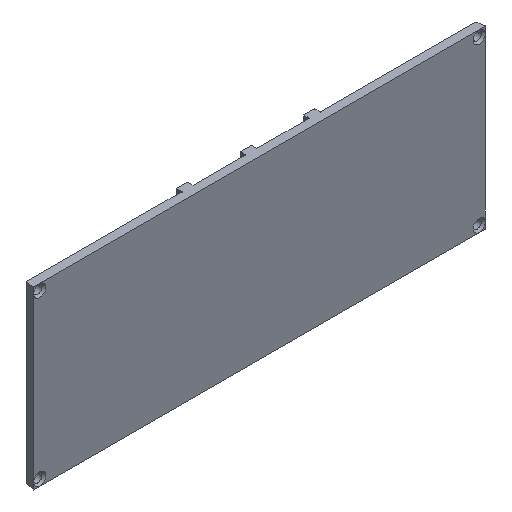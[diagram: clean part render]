
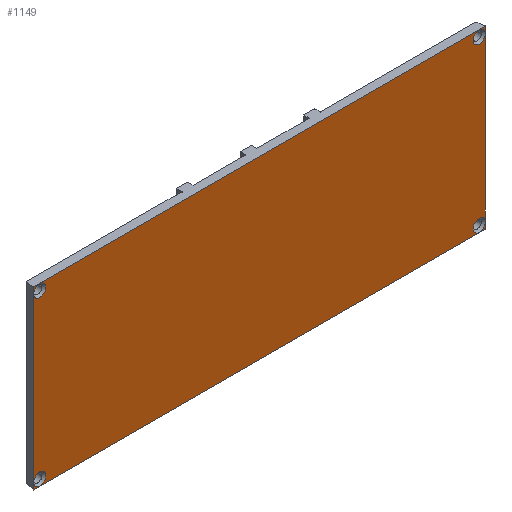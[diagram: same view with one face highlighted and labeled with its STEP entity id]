
A CAD part, isometric view. The second image highlights one B-rep face of the part: STEP entity #1149.
In plain terms, the highlighted planar face has unit normal (0, -1, 0).
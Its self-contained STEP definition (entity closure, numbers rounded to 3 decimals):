
#688 = VERTEX_POINT('',#689);
#689 = CARTESIAN_POINT('',(-3.241,0.,3.207));
#695 = EDGE_CURVE('',#688,#696,#698,.T.);
#696 = VERTEX_POINT('',#697);
#697 = CARTESIAN_POINT('',(-166.759,0.,3.207));
#698 = LINE('',#699,#700);
#699 = CARTESIAN_POINT('',(-3.241,0.,3.207));
#700 = VECTOR('',#701,1.);
#701 = DIRECTION('',(-1.,0.,0.));
#1106 = EDGE_CURVE('',#1107,#688,#1109,.T.);
#1107 = VERTEX_POINT('',#1108);
#1108 = CARTESIAN_POINT('',(-3.241,0.,66.8));
#1109 = LINE('',#1110,#1111);
#1110 = CARTESIAN_POINT('',(-3.241,0.,66.8));
#1111 = VECTOR('',#1112,1.);
#1112 = DIRECTION('',(0.,0.,-1.));
#1130 = EDGE_CURVE('',#696,#1131,#1133,.T.);
#1131 = VERTEX_POINT('',#1132);
#1132 = CARTESIAN_POINT('',(-166.759,0.,66.8));
#1133 = LINE('',#1134,#1135);
#1134 = CARTESIAN_POINT('',(-166.759,0.,3.207));
#1135 = VECTOR('',#1136,1.);
#1136 = DIRECTION('',(0.,0.,1.));
#1149 = ADVANCED_FACE('',(#1150,#1161,#1172,#1183,#1194),#1205,.F.);
#1150 = FACE_BOUND('',#1151,.F.);
#1151 = EDGE_LOOP('',(#1152));
#1152 = ORIENTED_EDGE('',*,*,#1153,.F.);
#1153 = EDGE_CURVE('',#1154,#1154,#1156,.T.);
#1154 = VERTEX_POINT('',#1155);
#1155 = CARTESIAN_POINT('',(-166.659,0.,64.5));
#1156 = CIRCLE('',#1157,2.2);
#1157 = AXIS2_PLACEMENT_3D('',#1158,#1159,#1160);
#1158 = CARTESIAN_POINT('',(-164.459,0.,64.5));
#1159 = DIRECTION('',(0.,1.,-0.));
#1160 = DIRECTION('',(-1.,0.,0.));
#1161 = FACE_BOUND('',#1162,.F.);
#1162 = EDGE_LOOP('',(#1163,#1164,#1165,#1166));
#1163 = ORIENTED_EDGE('',*,*,#1106,.T.);
#1164 = ORIENTED_EDGE('',*,*,#695,.T.);
#1165 = ORIENTED_EDGE('',*,*,#1130,.T.);
#1166 = ORIENTED_EDGE('',*,*,#1167,.T.);
#1167 = EDGE_CURVE('',#1131,#1107,#1168,.T.);
#1168 = LINE('',#1169,#1170);
#1169 = CARTESIAN_POINT('',(-166.759,0.,66.8));
#1170 = VECTOR('',#1171,1.);
#1171 = DIRECTION('',(1.,0.,0.));
#1172 = FACE_BOUND('',#1173,.F.);
#1173 = EDGE_LOOP('',(#1174));
#1174 = ORIENTED_EDGE('',*,*,#1175,.F.);
#1175 = EDGE_CURVE('',#1176,#1176,#1178,.T.);
#1176 = VERTEX_POINT('',#1177);
#1177 = CARTESIAN_POINT('',(-166.659,0.,5.507));
#1178 = CIRCLE('',#1179,2.2);
#1179 = AXIS2_PLACEMENT_3D('',#1180,#1181,#1182);
#1180 = CARTESIAN_POINT('',(-164.459,0.,5.507));
#1181 = DIRECTION('',(0.,1.,-0.));
#1182 = DIRECTION('',(-1.,0.,0.));
#1183 = FACE_BOUND('',#1184,.F.);
#1184 = EDGE_LOOP('',(#1185));
#1185 = ORIENTED_EDGE('',*,*,#1186,.F.);
#1186 = EDGE_CURVE('',#1187,#1187,#1189,.T.);
#1187 = VERTEX_POINT('',#1188);
#1188 = CARTESIAN_POINT('',(-7.741,0.,5.507));
#1189 = CIRCLE('',#1190,2.2);
#1190 = AXIS2_PLACEMENT_3D('',#1191,#1192,#1193);
#1191 = CARTESIAN_POINT('',(-5.541,0.,5.507));
#1192 = DIRECTION('',(0.,1.,-0.));
#1193 = DIRECTION('',(-1.,0.,0.));
#1194 = FACE_BOUND('',#1195,.F.);
#1195 = EDGE_LOOP('',(#1196));
#1196 = ORIENTED_EDGE('',*,*,#1197,.F.);
#1197 = EDGE_CURVE('',#1198,#1198,#1200,.T.);
#1198 = VERTEX_POINT('',#1199);
#1199 = CARTESIAN_POINT('',(-7.741,0.,64.5));
#1200 = CIRCLE('',#1201,2.2);
#1201 = AXIS2_PLACEMENT_3D('',#1202,#1203,#1204);
#1202 = CARTESIAN_POINT('',(-5.541,0.,64.5));
#1203 = DIRECTION('',(0.,1.,-0.));
#1204 = DIRECTION('',(-1.,0.,0.));
#1205 = PLANE('',#1206);
#1206 = AXIS2_PLACEMENT_3D('',#1207,#1208,#1209);
#1207 = CARTESIAN_POINT('',(-85.,0.,35.004));
#1208 = DIRECTION('',(0.,1.,0.));
#1209 = DIRECTION('',(0.,0.,1.));
